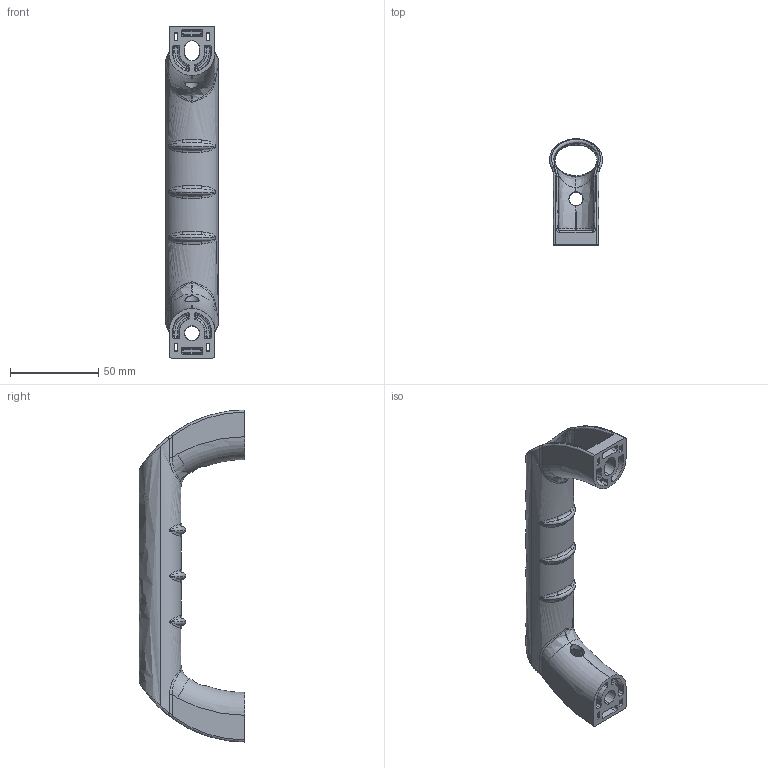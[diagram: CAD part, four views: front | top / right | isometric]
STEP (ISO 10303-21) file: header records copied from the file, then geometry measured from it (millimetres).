
FILE_DESCRIPTION(('STEP AP214'),'1');
FILE_NAME('fath_092302.stp','2017-09-19T13:47:35',('TraceParts'),('TraceParts S.A.'),'Spatial InterOp 3D',' ',' ');
FILE_SCHEMA(('automotive_design'));
Length unit declared in the file: millimetre
Products named in the file (1): fath_092302
Bounding box: 30 x 60 x 188 mm (x, y, z)
Volume: 47700.7 mm3; surface area: 34456.4 mm2
Topology: 1 solids, 1 shells, 262 faces, 667 edges, 380 vertices
Faces by surface type: bspline 78, cylinder 64, plane 60, sphere 24, torus 22, cone 14
Entity records: 15777 total; most frequent: CARTESIAN_POINT 8146, ORIENTED_EDGE 1278, DIRECTION 998, EDGE_CURVE 639, AXIS2_PLACEMENT_3D 394, VERTEX_POINT 380, EDGE_LOOP 281, STYLED_ITEM 263
